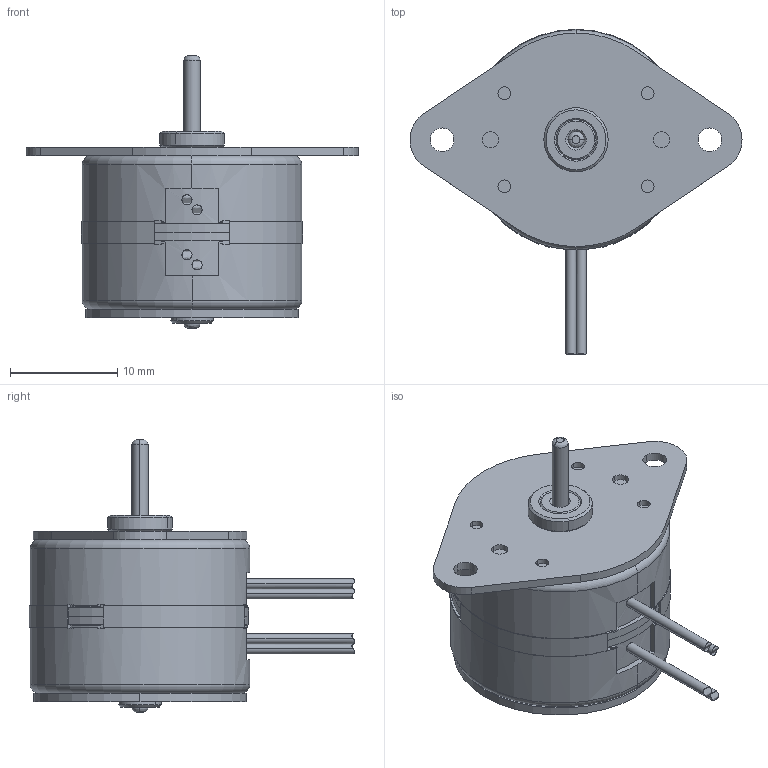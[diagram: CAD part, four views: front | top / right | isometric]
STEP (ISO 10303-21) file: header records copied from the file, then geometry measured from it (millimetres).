
FILE_DESCRIPTION((''),'2;1');
FILE_NAME('20M020D_ASM','2016-03-08T',('sandip.dhanwate'),(''),'PRO/ENGINEER BY PARAMETRIC TECHNOLOGY CORPORATION, 2014310','PRO/ENGINEER BY PARAMETRIC TECHNOLOGY CORPORATION, 2014310','');
FILE_SCHEMA(('CONFIG_CONTROL_DESIGN'));
Length unit declared in the file: inch
Products named in the file (4): MANIFOLD_SOLID_BREP_214; MANIFOLD_SOLID_BREP_3363; 20M020D2B_1_ASM; 20M020D_ASM
Assembly tree (3 placements, depth 3):
  20M020D_ASM
    20M020D2B_1_ASM
      MANIFOLD_SOLID_BREP_214
      MANIFOLD_SOLID_BREP_3363
Bounding box: 30.99 x 30.36 x 25.4 mm (x, y, z)
Volume: 106.1 mm3; surface area: 2619.9 mm2
Topology: 2 solids, 3 shells, 239 faces, 620 edges, 412 vertices
Faces by surface type: plane 109, cylinder 102, cone 14, torus 6, bspline 4, extrusion 4
Entity records: 8007 total; most frequent: CARTESIAN_POINT 1802, DIRECTION 1348, ORIENTED_EDGE 1238, EDGE_CURVE 620, AXIS2_PLACEMENT_3D 515, VERTEX_POINT 412, VECTOR 318, LINE 314
